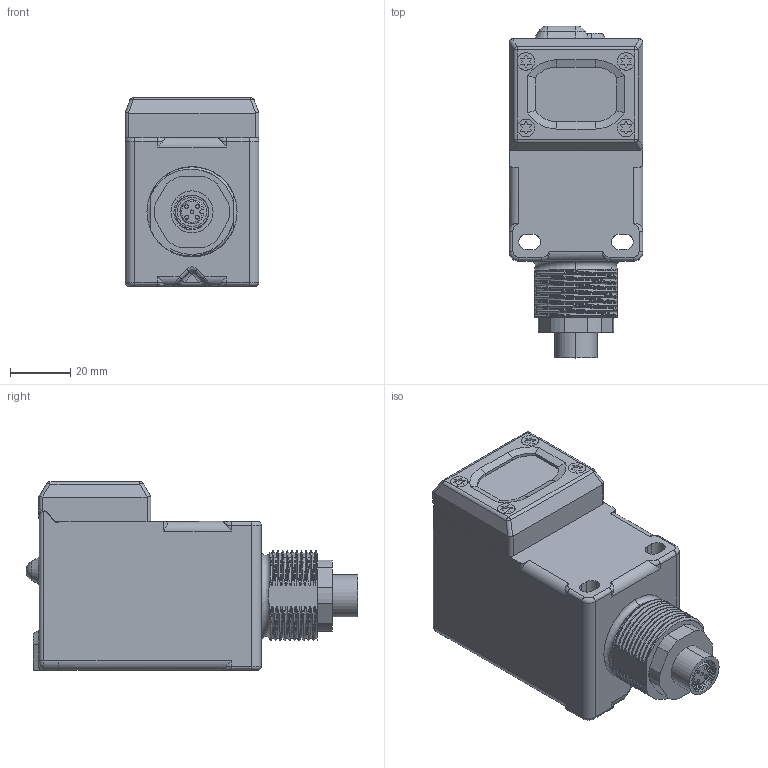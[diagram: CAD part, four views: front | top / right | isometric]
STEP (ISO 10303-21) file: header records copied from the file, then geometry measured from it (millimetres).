
FILE_DESCRIPTION((''),'2;1');
FILE_NAME('208639_ASM','2021-07-26T12:08:11',('PDMAdmin'),('BANNER ENGINEERING'),'CREO PARAMETRIC BY PTC INC, 2019292','CREO PARAMETRIC BY PTC INC, 2019292','');
FILE_SCHEMA(('CONFIG_CONTROL_DESIGN'));
Products named in the file (3): 208639_SM01; FLAT_TORX; 208639_ASM
Assembly tree (5 placements, depth 2):
  208639_ASM
    208639_SM01
    FLAT_TORX  x4
Bounding box: 44.45 x 110.32 x 62.66 mm (x, y, z)
Volume: 191864.8 mm3; surface area: 28414.5 mm2
Topology: 5 solids, 5 shells, 769 faces, 1995 edges, 1263 vertices
Faces by surface type: plane 316, cylinder 256, bspline 120, cone 36, torus 30, sphere 11
Entity records: 34641 total; most frequent: CARTESIAN_POINT 18344, ORIENTED_EDGE 3598, DIRECTION 3045, EDGE_CURVE 1799, VERTEX_POINT 1137, AXIS2_PLACEMENT_3D 1054, VECTOR 937, LINE 937
